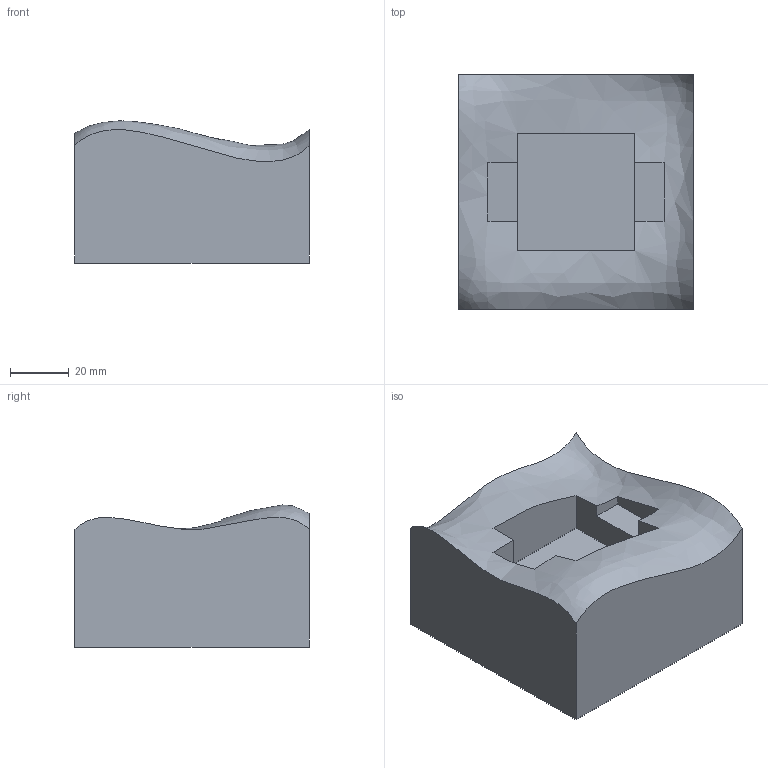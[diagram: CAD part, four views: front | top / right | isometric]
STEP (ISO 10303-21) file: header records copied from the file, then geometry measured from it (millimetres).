
FILE_DESCRIPTION(('produced by SPATIAL CORP'),'2;1');
FILE_NAME('ex16.hh.sat.stp', '2002-04-19T11:06:38+00:00',('SPATIAL CORP'),('SPATIAL CORP'), 'ACIS STEP Husk','http://www.spatial.com','SPATIAL CORP');
FILE_SCHEMA(('CONFIG_CONTROL_DESIGN'));
Length unit declared in the file: millimetre
Products named in the file (1): PRODUCT_ID_1
Bounding box: 80 x 80 x 48.41 mm (x, y, z)
Volume: 220693.7 mm3; surface area: 29455 mm2
Topology: 1 solids, 1 shells, 19 faces, 48 edges, 32 vertices
Faces by surface type: plane 18, bspline 1
Entity records: 675 total; most frequent: CARTESIAN_POINT 180, ORIENTED_EDGE 96, DIRECTION 60, EDGE_CURVE 48, VERTEX_POINT 32, VECTOR 30, LINE 30, EDGE_LOOP 20
